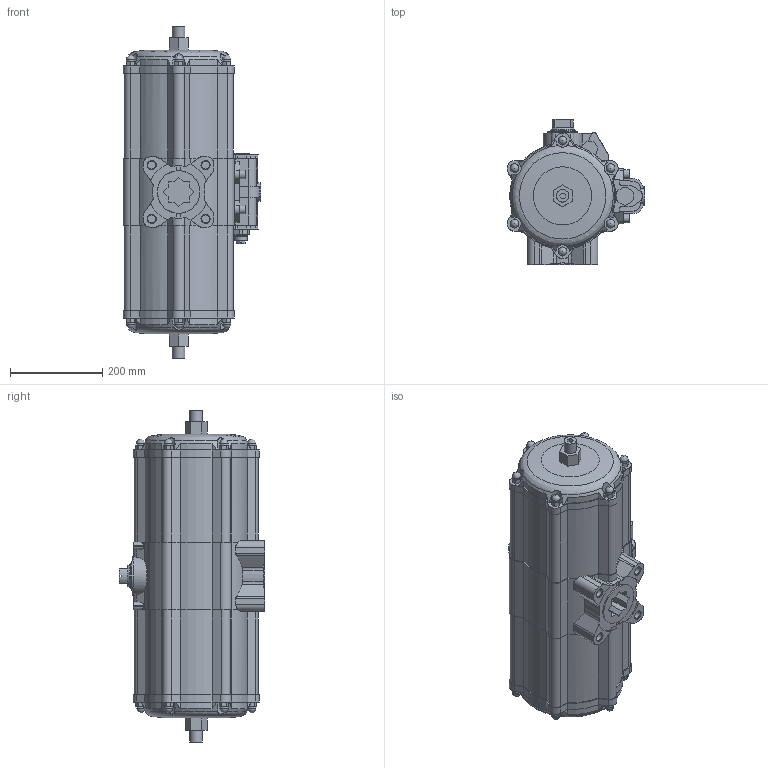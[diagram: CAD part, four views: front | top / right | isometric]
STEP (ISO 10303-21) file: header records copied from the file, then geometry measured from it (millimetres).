
FILE_DESCRIPTION(/* description */ ('STEP AP214'),/* implementation_level */ '2;1');
FILE_NAME(/* name */ '549671_DAPS-3840-090-R-F16',/* time_stamp */ '2024-08-14T14:46:53+02:00',/* author */ ('License CC BY-ND 4.0'),/* organization */ ('CADENAS'),/* preprocessor_version */ 'ST-DEVELOPER v19.3',/* originating_system */ 'PARTsolutions',/* authorisation */ ' ');
FILE_SCHEMA (('AUTOMOTIVE_DESIGN {1 0 10303 214 3 1 1}'));
Length unit declared in the file: millimetre
Products named in the file (3): 549671 DAPS-3840-090-R-F16---0; 549671 DAPS-3840-090-R-F16---(1); 549671 DAPS-3840-090-R-F16---(2)
Assembly tree (2 placements, depth 2):
  549671 DAPS-3840-090-R-F16---0
    549671 DAPS-3840-090-R-F16---(1)
    549671 DAPS-3840-090-R-F16---(2)
Bounding box: 297.61 x 315 x 718 mm (x, y, z)
Volume: 28435299.8 mm3; surface area: 876530.9 mm2
Topology: 2 solids, 2 shells, 791 faces, 2134 edges, 1387 vertices
Faces by surface type: plane 506, cylinder 237, cone 33, sphere 12, torus 3
Full cylindrical faces by diameter (mm): 4.134 x4, 4.917 x5, 14.95 x2, 17.294 x4, 18 x16, 27 x3, 29.8 x1, 40.1 x1, 50 x1, 54.6 x1, 64 x2, 92 x2
Entity records: 24486 total; most frequent: CARTESIAN_POINT 4784, DIRECTION 4084, ORIENTED_EDGE 4044, EDGE_CURVE 2022, AXIS2_PLACEMENT_3D 1387, VERTEX_POINT 1353, LINE 1310, VECTOR 1310
